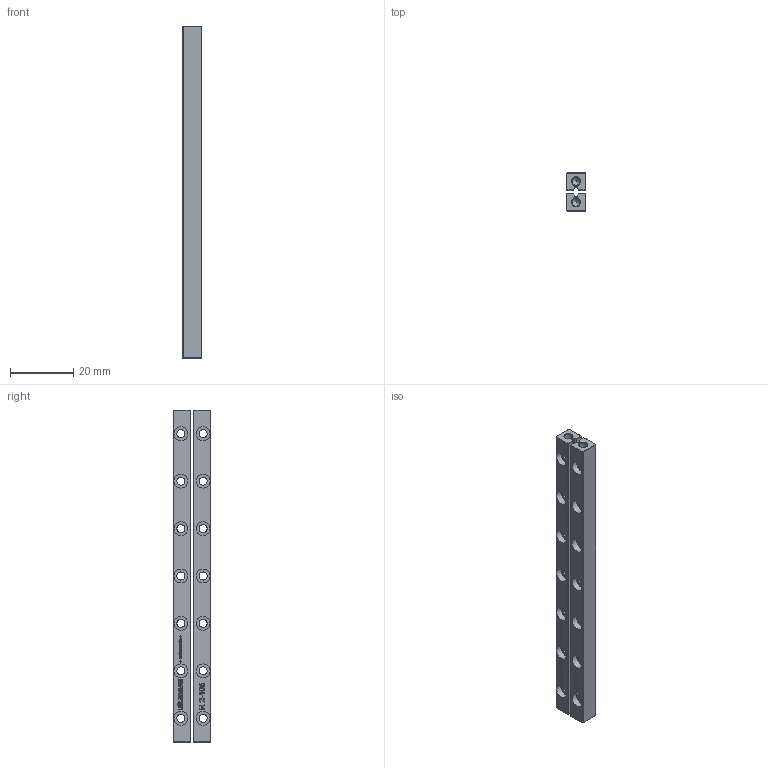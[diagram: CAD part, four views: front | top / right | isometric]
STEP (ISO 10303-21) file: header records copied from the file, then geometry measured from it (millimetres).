
FILE_DESCRIPTION(('FreeCAD Model'),'2;1');
FILE_NAME('R 2-105.step', '2020-08-05T13:16:23',('Author'),(''), 'Open CASCADE STEP processor 6.8','FreeCAD','Unknown');
FILE_SCHEMA(('AUTOMOTIVE_DESIGN_CC2 { 1 2 10303 214 -1 1 5 4 }'));
Length unit declared in the file: millimetre
Products named in the file (2): ASSEMBLY; Schienenpaar
Assembly tree (1 placements, depth 2):
  ASSEMBLY
    Schienenpaar
Bounding box: 6 x 12 x 105 mm (x, y, z)
Volume: 5881.1 mm3; surface area: 6059.5 mm2
Topology: 2 solids, 2 shells, 686 faces, 1827 edges, 1196 vertices
Faces by surface type: extrusion 404, plane 226, cylinder 34, cone 22
Full cylindrical faces by diameter (mm): 2.5 x4, 2.55 x14, 4.4 x14
Entity records: 45293 total; most frequent: CARTESIAN_POINT 11334, DIRECTION 4865, VECTOR 4075, LINE 3671, ORIENTED_EDGE 3646, PCURVE 3646, DEFINITIONAL_REPRESENTATION 3646, B_SPLINE_CURVE_WITH_KNOTS 2052
